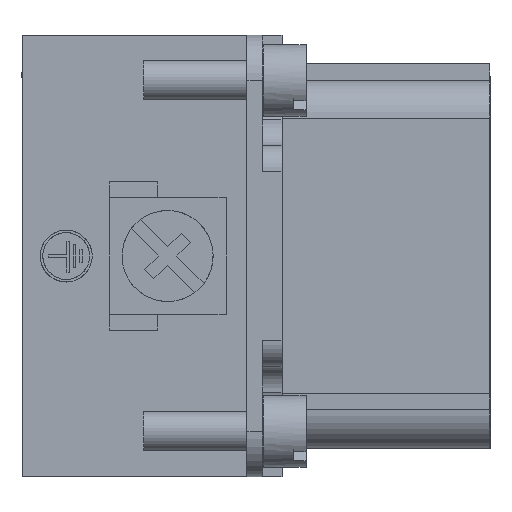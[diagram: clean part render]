
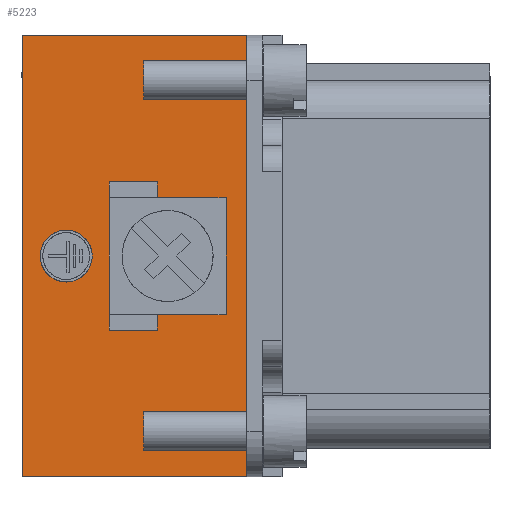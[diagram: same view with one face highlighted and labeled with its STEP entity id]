
A CAD part, left-side view. The second image highlights one B-rep face of the part: STEP entity #5223.
In plain terms, the highlighted planar face has unit normal (-1, 0, 0).
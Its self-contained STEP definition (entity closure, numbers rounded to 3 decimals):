
#2542=B_SPLINE_CURVE_WITH_KNOTS('',3,(#33160,#33161,#33162,#33163,#33164,
#33165,#33166,#33167,#33168,#33169,#33170,#33171,#33172,#33173,#33174,#33175,
#33176,#33177,#33178,#33179,#33180,#33181,#33182,#33183,#33184),
 .UNSPECIFIED.,.T.,.F.,(1,3,3,3,3,3,3,3,3,3,1),(-0.125,0.,0.125,0.25,0.375,
0.5,0.625,0.75,0.875,1.,1.125),.UNSPECIFIED.);
#3782=FACE_BOUND('',#8716,.T.);
#3783=FACE_BOUND('',#8717,.T.);
#3784=FACE_BOUND('',#8718,.T.);
#5223=ADVANCED_FACE('',(#3782,#3783,#3784),#6078,.T.);
#6078=PLANE('',#24394);
#8716=EDGE_LOOP('',(#13403,#13404,#13405,#13406,#13407,#13408,#13409,#13410));
#8717=EDGE_LOOP('',(#13411));
#8718=EDGE_LOOP('',(#13412,#13413,#13414,#13415));
#13403=ORIENTED_EDGE('',*,*,#17153,.T.);
#13404=ORIENTED_EDGE('',*,*,#17138,.T.);
#13405=ORIENTED_EDGE('',*,*,#17141,.T.);
#13406=ORIENTED_EDGE('',*,*,#17143,.T.);
#13407=ORIENTED_EDGE('',*,*,#17145,.T.);
#13408=ORIENTED_EDGE('',*,*,#17147,.T.);
#13409=ORIENTED_EDGE('',*,*,#17149,.T.);
#13410=ORIENTED_EDGE('',*,*,#17151,.T.);
#13411=ORIENTED_EDGE('',*,*,#17205,.T.);
#13412=ORIENTED_EDGE('',*,*,#18416,.F.);
#13413=ORIENTED_EDGE('',*,*,#18419,.F.);
#13414=ORIENTED_EDGE('',*,*,#18282,.F.);
#13415=ORIENTED_EDGE('',*,*,#18420,.F.);
#14806=VERTEX_POINT('',#32949);
#14807=VERTEX_POINT('',#32950);
#14808=VERTEX_POINT('',#32955);
#14809=VERTEX_POINT('',#32959);
#14810=VERTEX_POINT('',#32963);
#14811=VERTEX_POINT('',#32967);
#14812=VERTEX_POINT('',#32971);
#14813=VERTEX_POINT('',#32975);
#14849=VERTEX_POINT('',#33185);
#15760=VERTEX_POINT('',#36306);
#15761=VERTEX_POINT('',#36308);
#15856=VERTEX_POINT('',#36589);
#15857=VERTEX_POINT('',#36590);
#17138=EDGE_CURVE('',#14806,#14807,#19625,.T.);
#17141=EDGE_CURVE('',#14807,#14808,#19628,.T.);
#17143=EDGE_CURVE('',#14808,#14809,#19630,.T.);
#17145=EDGE_CURVE('',#14809,#14810,#19632,.T.);
#17147=EDGE_CURVE('',#14810,#14811,#19634,.T.);
#17149=EDGE_CURVE('',#14811,#14812,#19636,.T.);
#17151=EDGE_CURVE('',#14812,#14813,#19638,.T.);
#17153=EDGE_CURVE('',#14813,#14806,#19640,.T.);
#17205=EDGE_CURVE('',#14849,#14849,#2542,.T.);
#18282=EDGE_CURVE('',#15760,#15761,#20097,.T.);
#18416=EDGE_CURVE('',#15856,#15857,#20195,.T.);
#18419=EDGE_CURVE('',#15761,#15856,#20198,.T.);
#18420=EDGE_CURVE('',#15857,#15760,#20199,.T.);
#19625=LINE('',#32948,#21393);
#19628=LINE('',#32954,#21396);
#19630=LINE('',#32958,#21398);
#19632=LINE('',#32962,#21400);
#19634=LINE('',#32966,#21402);
#19636=LINE('',#32970,#21404);
#19638=LINE('',#32974,#21406);
#19640=LINE('',#32978,#21408);
#20097=LINE('',#36307,#21865);
#20195=LINE('',#36588,#21963);
#20198=LINE('',#36594,#21966);
#20199=LINE('',#36595,#21967);
#21393=VECTOR('',#26432,1.);
#21396=VECTOR('',#26437,1.);
#21398=VECTOR('',#26441,1.);
#21400=VECTOR('',#26445,1.);
#21402=VECTOR('',#26449,1.);
#21404=VECTOR('',#26453,1.);
#21406=VECTOR('',#26457,1.);
#21408=VECTOR('',#26461,1.);
#21865=VECTOR('',#29436,1.);
#21963=VECTOR('',#29710,1.);
#21966=VECTOR('',#29715,1.);
#21967=VECTOR('',#29716,1.);
#24394=AXIS2_PLACEMENT_3D('',#36596,#29717,#29718);
#26432=DIRECTION('',(0.,0.,-1.));
#26437=DIRECTION('',(0.,-1.,0.));
#26441=DIRECTION('',(0.,0.,-1.));
#26445=DIRECTION('',(0.,1.,0.));
#26449=DIRECTION('',(0.,0.,-1.));
#26453=DIRECTION('',(0.,1.,0.));
#26457=DIRECTION('',(0.,0.,1.));
#26461=DIRECTION('',(0.,-1.,0.));
#29436=DIRECTION('',(0.,0.,1.));
#29710=DIRECTION('',(0.,0.,-1.));
#29715=DIRECTION('',(0.,-1.,0.));
#29716=DIRECTION('',(0.,1.,0.));
#29717=DIRECTION('',(-1.,0.,0.));
#29718=DIRECTION('',(0.,0.,1.));
#32948=CARTESIAN_POINT('',(-32.95,6.9,5.7));
#32949=CARTESIAN_POINT('',(-32.95,6.9,5.7));
#32950=CARTESIAN_POINT('',(-32.95,6.9,4.5));
#32954=CARTESIAN_POINT('',(-32.95,6.9,4.5));
#32955=CARTESIAN_POINT('',(-32.95,1.6,4.5));
#32958=CARTESIAN_POINT('',(-32.95,1.6,4.5));
#32959=CARTESIAN_POINT('',(-32.95,1.6,-4.5));
#32962=CARTESIAN_POINT('',(-32.95,1.6,-4.5));
#32963=CARTESIAN_POINT('',(-32.95,6.9,-4.5));
#32966=CARTESIAN_POINT('',(-32.95,6.9,-4.5));
#32967=CARTESIAN_POINT('',(-32.95,6.9,-5.7));
#32970=CARTESIAN_POINT('',(-32.95,6.9,-5.7));
#32971=CARTESIAN_POINT('',(-32.95,10.6,-5.7));
#32974=CARTESIAN_POINT('',(-32.95,10.6,-5.7));
#32975=CARTESIAN_POINT('',(-32.95,10.6,5.7));
#32978=CARTESIAN_POINT('',(-32.95,10.6,5.7));
#33160=CARTESIAN_POINT('',(-32.95,11.9,0.));
#33161=CARTESIAN_POINT('',(-32.95,11.9,-0.53));
#33162=CARTESIAN_POINT('',(-32.95,12.115,-1.044));
#33163=CARTESIAN_POINT('',(-32.95,12.485,-1.414));
#33164=CARTESIAN_POINT('',(-32.95,12.856,-1.785));
#33165=CARTESIAN_POINT('',(-32.95,13.376,-2.));
#33166=CARTESIAN_POINT('',(-32.95,13.9,-2.));
#33167=CARTESIAN_POINT('',(-32.95,14.423,-2.));
#33168=CARTESIAN_POINT('',(-32.95,14.943,-1.785));
#33169=CARTESIAN_POINT('',(-32.95,15.314,-1.414));
#33170=CARTESIAN_POINT('',(-32.95,15.684,-1.044));
#33171=CARTESIAN_POINT('',(-32.95,15.899,-0.524));
#33172=CARTESIAN_POINT('',(-32.95,15.9,0.));
#33173=CARTESIAN_POINT('',(-32.95,15.9,0.524));
#33174=CARTESIAN_POINT('',(-32.95,15.684,1.044));
#33175=CARTESIAN_POINT('',(-32.95,15.314,1.414));
#33176=CARTESIAN_POINT('',(-32.95,14.944,1.785));
#33177=CARTESIAN_POINT('',(-32.95,14.423,2.));
#33178=CARTESIAN_POINT('',(-32.95,13.9,2.));
#33179=CARTESIAN_POINT('',(-32.95,13.376,2.));
#33180=CARTESIAN_POINT('',(-32.95,12.856,1.785));
#33181=CARTESIAN_POINT('',(-32.95,12.485,1.414));
#33182=CARTESIAN_POINT('',(-32.95,12.115,1.044));
#33183=CARTESIAN_POINT('',(-32.95,11.899,0.525));
#33184=CARTESIAN_POINT('',(-32.95,11.9,0.));
#33185=CARTESIAN_POINT('',(-32.95,11.9,0.));
#36306=CARTESIAN_POINT('',(-32.95,17.3,-17.));
#36307=CARTESIAN_POINT('',(-32.95,17.3,-17.));
#36308=CARTESIAN_POINT('',(-32.95,17.3,17.));
#36588=CARTESIAN_POINT('',(-32.95,0.,17.));
#36589=CARTESIAN_POINT('',(-32.95,0.,17.));
#36590=CARTESIAN_POINT('',(-32.95,0.,-17.));
#36594=CARTESIAN_POINT('',(-32.95,17.3,17.));
#36595=CARTESIAN_POINT('',(-32.95,0.,-17.));
#36596=CARTESIAN_POINT('',(-32.95,0.,-17.));
